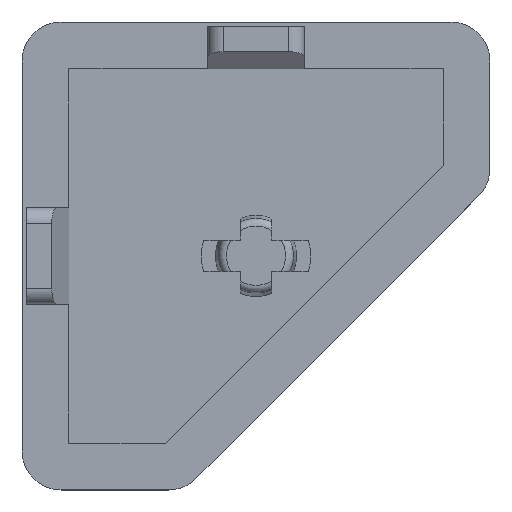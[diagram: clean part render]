
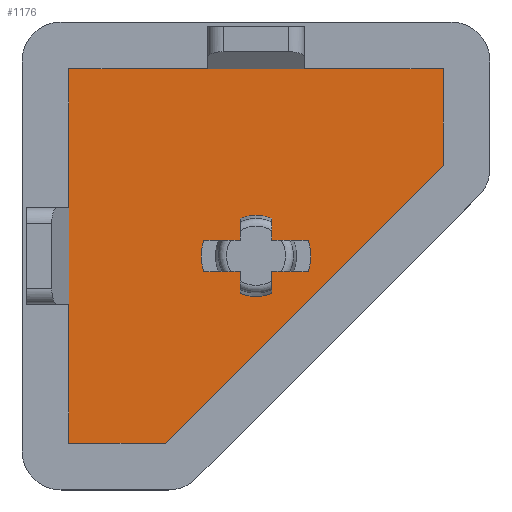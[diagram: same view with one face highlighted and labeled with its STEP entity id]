
A CAD part, top view. The second image highlights one B-rep face of the part: STEP entity #1176.
In plain terms, the highlighted planar face has unit normal (0, 0, 1).
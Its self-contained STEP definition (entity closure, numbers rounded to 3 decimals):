
#20=FACE_BOUND('',#436,.T.);
#51=LINE('',#1689,#157);
#57=LINE('',#1738,#163);
#61=LINE('',#1783,#167);
#67=LINE('',#1832,#173);
#71=LINE('',#1845,#177);
#78=LINE('',#1857,#184);
#139=LINE('',#2034,#245);
#144=LINE('',#2054,#250);
#146=LINE('',#2061,#252);
#149=LINE('',#2068,#255);
#152=LINE('',#2075,#258);
#154=LINE('',#2079,#260);
#155=LINE('',#2081,#261);
#157=VECTOR('',#1326,10.);
#163=VECTOR('',#1344,10.);
#167=VECTOR('',#1360,10.);
#173=VECTOR('',#1378,10.);
#177=VECTOR('',#1388,10.);
#184=VECTOR('',#1399,10.);
#245=VECTOR('',#1578,10.);
#250=VECTOR('',#1607,10.);
#252=VECTOR('',#1619,10.);
#255=VECTOR('',#1628,10.);
#258=VECTOR('',#1637,10.);
#260=VECTOR('',#1641,10.);
#261=VECTOR('',#1644,10.);
#300=PLANE('',#1311);
#367=FACE_OUTER_BOUND('',#435,.T.);
#435=EDGE_LOOP('',(#1080,#1081,#1082,#1083,#1084));
#436=EDGE_LOOP('',(#1085,#1086,#1087,#1088,#1089,#1090,#1091,#1092,#1093,
#1094,#1095,#1096));
#478=CIRCLE('',#1291,3.5);
#479=CIRCLE('',#1293,3.5);
#482=CIRCLE('',#1299,2.6);
#483=CIRCLE('',#1301,2.6);
#497=VERTEX_POINT('',#1686);
#498=VERTEX_POINT('',#1688);
#508=VERTEX_POINT('',#1735);
#509=VERTEX_POINT('',#1737);
#517=VERTEX_POINT('',#1780);
#518=VERTEX_POINT('',#1782);
#528=VERTEX_POINT('',#1829);
#529=VERTEX_POINT('',#1831);
#532=VERTEX_POINT('',#1844);
#535=VERTEX_POINT('',#1856);
#591=VERTEX_POINT('',#2031);
#592=VERTEX_POINT('',#2033);
#594=VERTEX_POINT('',#2044);
#595=VERTEX_POINT('',#2053);
#596=VERTEX_POINT('',#2066);
#597=VERTEX_POINT('',#2073);
#598=VERTEX_POINT('',#2077);
#605=EDGE_CURVE('',#498,#497,#51,.T.);
#618=EDGE_CURVE('',#509,#508,#57,.T.);
#629=EDGE_CURVE('',#518,#517,#61,.T.);
#642=EDGE_CURVE('',#529,#528,#67,.T.);
#648=EDGE_CURVE('',#532,#518,#71,.T.);
#655=EDGE_CURVE('',#535,#509,#78,.T.);
#745=EDGE_CURVE('',#591,#592,#139,.T.);
#750=EDGE_CURVE('',#528,#594,#478,.T.);
#752=EDGE_CURVE('',#508,#532,#479,.T.);
#755=EDGE_CURVE('',#595,#529,#144,.T.);
#757=EDGE_CURVE('',#517,#595,#482,.T.);
#758=EDGE_CURVE('',#497,#535,#483,.T.);
#759=EDGE_CURVE('',#594,#498,#146,.T.);
#762=EDGE_CURVE('',#596,#591,#149,.T.);
#765=EDGE_CURVE('',#597,#596,#152,.T.);
#767=EDGE_CURVE('',#598,#597,#154,.T.);
#768=EDGE_CURVE('',#592,#598,#155,.T.);
#1080=ORIENTED_EDGE('',*,*,#745,.F.);
#1081=ORIENTED_EDGE('',*,*,#762,.F.);
#1082=ORIENTED_EDGE('',*,*,#765,.F.);
#1083=ORIENTED_EDGE('',*,*,#767,.F.);
#1084=ORIENTED_EDGE('',*,*,#768,.F.);
#1085=ORIENTED_EDGE('',*,*,#759,.T.);
#1086=ORIENTED_EDGE('',*,*,#605,.T.);
#1087=ORIENTED_EDGE('',*,*,#758,.T.);
#1088=ORIENTED_EDGE('',*,*,#655,.T.);
#1089=ORIENTED_EDGE('',*,*,#618,.T.);
#1090=ORIENTED_EDGE('',*,*,#752,.T.);
#1091=ORIENTED_EDGE('',*,*,#648,.T.);
#1092=ORIENTED_EDGE('',*,*,#629,.T.);
#1093=ORIENTED_EDGE('',*,*,#757,.T.);
#1094=ORIENTED_EDGE('',*,*,#755,.T.);
#1095=ORIENTED_EDGE('',*,*,#642,.T.);
#1096=ORIENTED_EDGE('',*,*,#750,.T.);
#1176=ADVANCED_FACE('',(#367,#20),#300,.F.);
#1291=AXIS2_PLACEMENT_3D('',#2045,#1592,#1593);
#1293=AXIS2_PLACEMENT_3D('',#2048,#1597,#1598);
#1299=AXIS2_PLACEMENT_3D('',#2057,#1611,#1612);
#1301=AXIS2_PLACEMENT_3D('',#2059,#1615,#1616);
#1311=AXIS2_PLACEMENT_3D('',#2082,#1645,#1646);
#1326=DIRECTION('',(0.,1.,0.));
#1344=DIRECTION('',(1.,0.,0.));
#1360=DIRECTION('',(0.,-1.,0.));
#1378=DIRECTION('',(-1.,0.,0.));
#1388=DIRECTION('',(-1.,0.,0.));
#1399=DIRECTION('',(0.,-1.,0.));
#1578=DIRECTION('',(1.,0.,0.));
#1592=DIRECTION('center_axis',(0.,0.,-1.));
#1593=DIRECTION('ref_axis',(-0.958,0.286,0.));
#1597=DIRECTION('center_axis',(0.,0.,-1.));
#1598=DIRECTION('ref_axis',(0.958,-0.286,0.));
#1607=DIRECTION('',(0.,1.,0.));
#1611=DIRECTION('center_axis',(0.,0.,-1.));
#1612=DIRECTION('ref_axis',(-0.385,-0.923,0.));
#1615=DIRECTION('center_axis',(0.,0.,-1.));
#1616=DIRECTION('ref_axis',(0.385,0.923,0.));
#1619=DIRECTION('',(1.,0.,0.));
#1628=DIRECTION('',(0.,1.,0.));
#1637=DIRECTION('',(-1.,0.,0.));
#1641=DIRECTION('',(-0.707,-0.707,0.));
#1644=DIRECTION('',(0.,-1.,0.));
#1645=DIRECTION('center_axis',(0.,0.,-1.));
#1646=DIRECTION('ref_axis',(-1.,0.,0.));
#1686=CARTESIAN_POINT('',(-1.,2.4,-1.));
#1688=CARTESIAN_POINT('',(-1.,1.,-1.));
#1689=CARTESIAN_POINT('',(-1.,2.317,-1.));
#1735=CARTESIAN_POINT('',(3.354,1.,-1.));
#1737=CARTESIAN_POINT('',(1.,1.,-1.));
#1738=CARTESIAN_POINT('',(0.083,1.,-1.));
#1780=CARTESIAN_POINT('',(1.,-2.4,-1.));
#1782=CARTESIAN_POINT('',(1.,-1.,-1.));
#1783=CARTESIAN_POINT('',(1.,-0.083,-1.));
#1829=CARTESIAN_POINT('',(-3.354,-1.,-1.));
#1831=CARTESIAN_POINT('',(-1.,-1.,-1.));
#1832=CARTESIAN_POINT('',(-2.317,-1.,-1.));
#1844=CARTESIAN_POINT('',(3.354,-1.,-1.));
#1845=CARTESIAN_POINT('',(-0.617,-1.,-1.));
#1856=CARTESIAN_POINT('',(1.,2.4,-1.));
#1857=CARTESIAN_POINT('',(1.,1.617,-1.));
#2031=CARTESIAN_POINT('',(-12.,12.,-1.));
#2033=CARTESIAN_POINT('',(12.,12.,-1.));
#2034=CARTESIAN_POINT('',(-12.,12.,-1.));
#2044=CARTESIAN_POINT('',(-3.354,1.,-1.));
#2045=CARTESIAN_POINT('Origin',(0.,0.,
-1.));
#2048=CARTESIAN_POINT('Origin',(0.,0.,
-1.));
#2053=CARTESIAN_POINT('',(-1.,-2.4,-1.));
#2054=CARTESIAN_POINT('',(-1.,0.617,-1.));
#2057=CARTESIAN_POINT('Origin',(0.,0.,
-1.));
#2059=CARTESIAN_POINT('Origin',(0.,0.,
-1.));
#2061=CARTESIAN_POINT('',(-1.617,1.,-1.));
#2066=CARTESIAN_POINT('',(-12.,-12.,-1.));
#2068=CARTESIAN_POINT('',(-12.,-12.,-1.));
#2073=CARTESIAN_POINT('',(-5.823,-12.,-1.));
#2075=CARTESIAN_POINT('',(-5.823,-12.,-1.));
#2077=CARTESIAN_POINT('',(12.,5.823,-1.));
#2079=CARTESIAN_POINT('',(12.,5.823,-1.));
#2081=CARTESIAN_POINT('',(12.,12.,-1.));
#2082=CARTESIAN_POINT('Origin',(-2.233,2.233,-1.));
